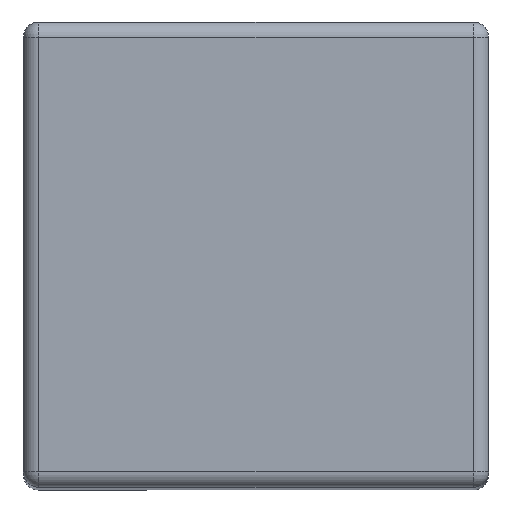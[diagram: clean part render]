
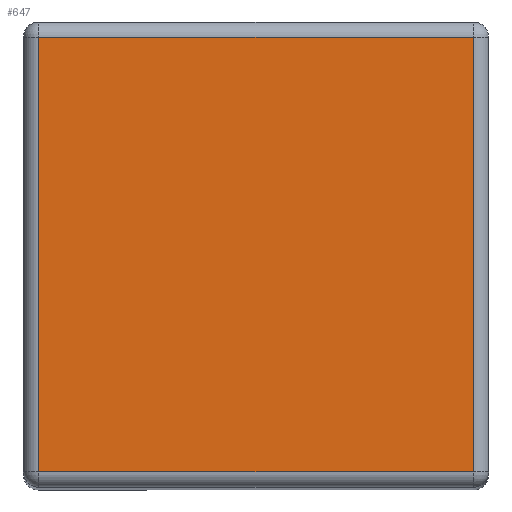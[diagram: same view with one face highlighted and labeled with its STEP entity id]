
A CAD part, top view. The second image highlights one B-rep face of the part: STEP entity #647.
In plain terms, the highlighted planar face has unit normal (0, 0, 1).
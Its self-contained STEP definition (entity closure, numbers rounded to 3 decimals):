
#13 = ORIENTED_EDGE ( 'NONE', *, *, #583, .T. ) ;
#17 = AXIS2_PLACEMENT_3D ( 'NONE', #436, #591, #432 ) ;
#21 = EDGE_CURVE ( 'NONE', #619, #125, #680, .T. ) ;
#32 = FACE_OUTER_BOUND ( 'NONE', #696, .T. ) ;
#78 = DIRECTION ( 'NONE',  ( 0., 1., 0. ) ) ;
#83 = CARTESIAN_POINT ( 'NONE',  ( 2.8, 0., 10. ) ) ;
#97 = VECTOR ( 'NONE', #283, 1000. ) ;
#125 = VERTEX_POINT ( 'NONE', #555 ) ;
#179 = VECTOR ( 'NONE', #587, 1000. ) ;
#213 = CARTESIAN_POINT ( 'NONE',  ( 2.8, 2.8, 10. ) ) ;
#214 = DIRECTION ( 'NONE',  ( 1., 0., 0. ) ) ;
#256 = CARTESIAN_POINT ( 'NONE',  ( 0., 2.8, 10. ) ) ;
#283 = DIRECTION ( 'NONE',  ( 0., -1., 0. ) ) ;
#336 = CARTESIAN_POINT ( 'NONE',  ( -2.8, 0., 10. ) ) ;
#357 = CARTESIAN_POINT ( 'NONE',  ( 2.8, -2.8, 10. ) ) ;
#380 = LINE ( 'NONE', #256, #179 ) ;
#392 = VERTEX_POINT ( 'NONE', #357 ) ;
#404 = EDGE_CURVE ( 'NONE', #392, #553, #700, .T. ) ;
#432 = DIRECTION ( 'NONE',  ( -1., 0., 0. ) ) ;
#436 = CARTESIAN_POINT ( 'NONE',  ( 0., 0., 10. ) ) ;
#472 = EDGE_CURVE ( 'NONE', #553, #619, #380, .T. ) ;
#486 = VECTOR ( 'NONE', #214, 1000. ) ;
#487 = VECTOR ( 'NONE', #78, 1000. ) ;
#521 = ORIENTED_EDGE ( 'NONE', *, *, #404, .T. ) ;
#539 = CARTESIAN_POINT ( 'NONE',  ( -2.8, 2.8, 10. ) ) ;
#545 = ORIENTED_EDGE ( 'NONE', *, *, #472, .T. ) ;
#553 = VERTEX_POINT ( 'NONE', #213 ) ;
#555 = CARTESIAN_POINT ( 'NONE',  ( -2.8, -2.8, 10. ) ) ;
#583 = EDGE_CURVE ( 'NONE', #125, #392, #648, .T. ) ;
#587 = DIRECTION ( 'NONE',  ( -1., 0., 0. ) ) ;
#591 = DIRECTION ( 'NONE',  ( 0., 0., -1. ) ) ;
#619 = VERTEX_POINT ( 'NONE', #539 ) ;
#634 = ORIENTED_EDGE ( 'NONE', *, *, #21, .T. ) ;
#644 = PLANE ( 'NONE',  #17 ) ;
#647 = ADVANCED_FACE ( 'NONE', ( #32 ), #644, .F. ) ;
#648 = LINE ( 'NONE', #703, #486 ) ;
#680 = LINE ( 'NONE', #336, #97 ) ;
#696 = EDGE_LOOP ( 'NONE', ( #545, #634, #13, #521 ) ) ;
#700 = LINE ( 'NONE', #83, #487 ) ;
#703 = CARTESIAN_POINT ( 'NONE',  ( 0., -2.8, 10. ) ) ;
